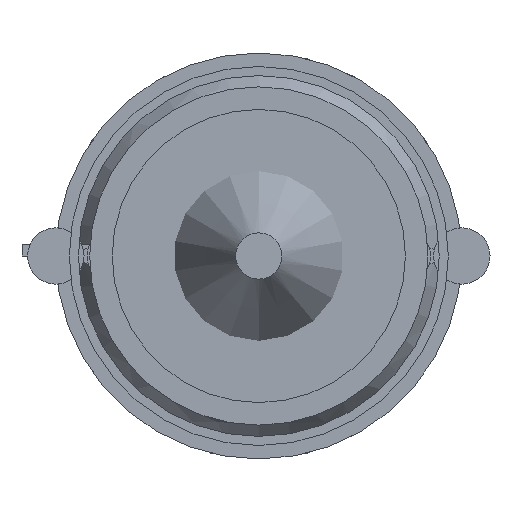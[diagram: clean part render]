
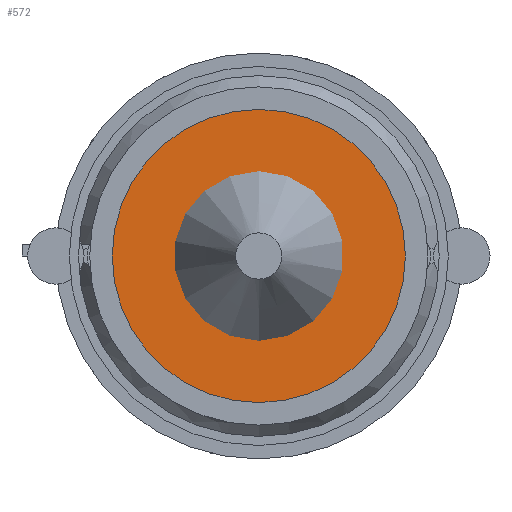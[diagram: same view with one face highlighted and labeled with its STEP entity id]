
A CAD part, left-side view. The second image highlights one B-rep face of the part: STEP entity #572.
In plain terms, the highlighted planar face has unit normal (-1, 0, 0).
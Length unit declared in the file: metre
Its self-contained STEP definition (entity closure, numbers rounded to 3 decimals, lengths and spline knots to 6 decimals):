
#253 = PLANE('',#254);
#254 = AXIS2_PLACEMENT_3D('',#255,#256,#257);
#255 = CARTESIAN_POINT('',(-4900.,0.,0.));
#256 = DIRECTION('',(1.,0.,0.));
#257 = DIRECTION('',(0.,0.,-1.));
#509 = EDGE_CURVE('',#510,#510,#512,.T.);
#510 = VERTEX_POINT('',#511);
#511 = CARTESIAN_POINT('',(-4900.,0.,-2600.));
#512 = SURFACE_CURVE('',#513,(#518,#525),.PCURVE_S1.);
#513 = CIRCLE('',#514,2600.);
#514 = AXIS2_PLACEMENT_3D('',#515,#516,#517);
#515 = CARTESIAN_POINT('',(-4900.,0.,0.));
#516 = DIRECTION('',(1.,0.,0.));
#517 = DIRECTION('',(0.,0.,-1.));
#518 = PCURVE('',#253,#519);
#519 = DEFINITIONAL_REPRESENTATION('',(#520),#524);
#520 = CIRCLE('',#521,2600.);
#521 = AXIS2_PLACEMENT_2D('',#522,#523);
#522 = CARTESIAN_POINT('',(0.,0.));
#523 = DIRECTION('',(1.,0.));
#524 = ( GEOMETRIC_REPRESENTATION_CONTEXT(2) 
PARAMETRIC_REPRESENTATION_CONTEXT() REPRESENTATION_CONTEXT('2D SPACE',''
  ) );
#525 = PCURVE('',#526,#531);
#526 = PLANE('',#527);
#527 = AXIS2_PLACEMENT_3D('',#528,#529,#530);
#528 = CARTESIAN_POINT('',(-4900.,0.,0.));
#529 = DIRECTION('',(1.,0.,0.));
#530 = DIRECTION('',(0.,0.,-1.));
#531 = DEFINITIONAL_REPRESENTATION('',(#532),#536);
#532 = CIRCLE('',#533,2600.);
#533 = AXIS2_PLACEMENT_2D('',#534,#535);
#534 = CARTESIAN_POINT('',(0.,0.));
#535 = DIRECTION('',(1.,0.));
#536 = ( GEOMETRIC_REPRESENTATION_CONTEXT(2) 
PARAMETRIC_REPRESENTATION_CONTEXT() REPRESENTATION_CONTEXT('2D SPACE',''
  ) );
#572 = ADVANCED_FACE('',(#573),#526,.F.);
#573 = FACE_BOUND('',#574,.T.);
#574 = EDGE_LOOP('',(#575));
#575 = ORIENTED_EDGE('',*,*,#509,.F.);
